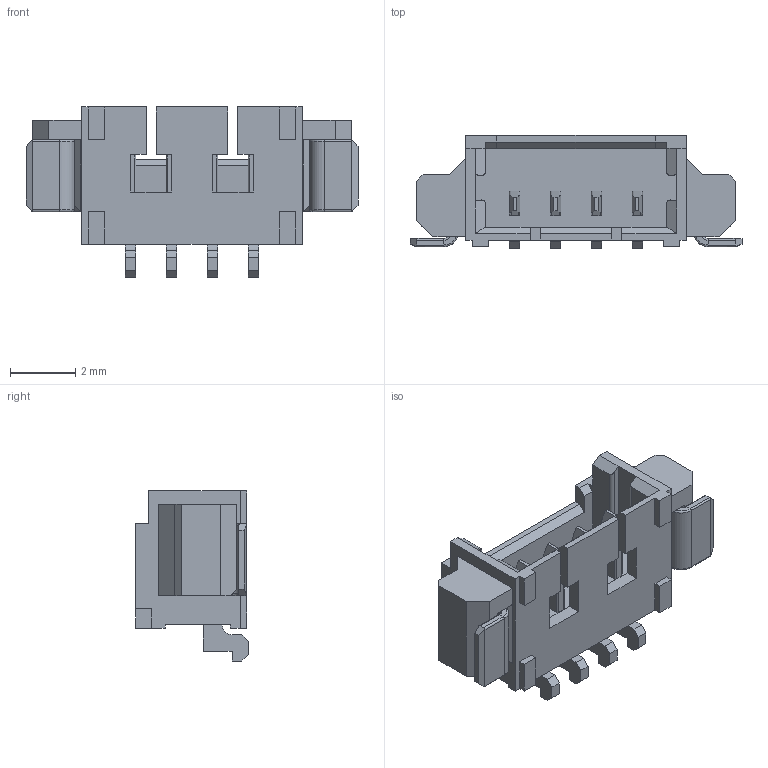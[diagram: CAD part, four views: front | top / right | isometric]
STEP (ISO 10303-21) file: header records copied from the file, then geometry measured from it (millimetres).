
FILE_DESCRIPTION (( 'STEP AP214' ), '1' );
FILE_NAME ('532610471.STEP', '2022-05-18T14:09:21', ( '' ), ( '' ), 'SwSTEP 2.0', 'SolidWorks 2017', '' );
FILE_SCHEMA (( 'AUTOMOTIVE_DESIGN' ));
Length unit declared in the file: millimetre
Products named in the file (1): 532610471
Bounding box: 10.15 x 3.45 x 5.2 mm (x, y, z)
Volume: 62.2 mm3; surface area: 284.8 mm2
Topology: 7 solids, 7 shells, 528 faces, 1394 edges, 882 vertices
Faces by surface type: plane 398, cylinder 98, torus 32
Entity records: 16036 total; most frequent: CARTESIAN_POINT 3003, ORIENTED_EDGE 2788, DIRECTION 2536, EDGE_CURVE 1394, VECTOR 1178, LINE 1178, VERTEX_POINT 882, AXIS2_PLACEMENT_3D 679
